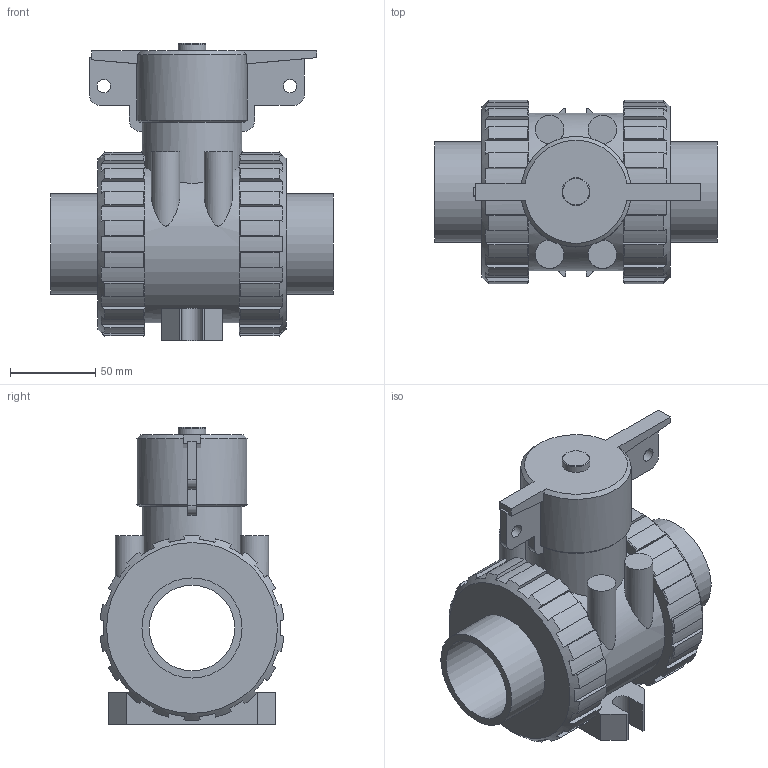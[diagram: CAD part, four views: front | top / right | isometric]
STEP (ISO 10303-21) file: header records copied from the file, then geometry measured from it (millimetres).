
FILE_DESCRIPTION( ( 'STEP AP214' ), '1' );
FILE_NAME( '22363135007(architecture400).stp', '2021-11-17T12:01:30', ( 'License CC BY-ND 4.0' ), ( 'CADENAS' ), ' ', 'PARTsolutions', ' ' );
FILE_SCHEMA( ( 'AUTOMOTIVE_DESIGN { 1 0 10303 214 1 1 1 1 }' ) );
Length unit declared in the file: millimetre
Products named in the file (1): _22363135007(architecture400)
Bounding box: 165 x 107.59 x 173.83 mm (x, y, z)
Volume: 963432.7 mm3; surface area: 122644.1 mm2
Topology: 1 solids, 1 shells, 258 faces, 746 edges, 498 vertices
Faces by surface type: plane 125, cylinder 92, cone 41
Full cylindrical faces by diameter (mm): 7.813 x2, 16.25 x1, 16.667 x4, 50 x1, 58.6 x3
Entity records: 10996 total; most frequent: CARTESIAN_POINT 2015, DIRECTION 1454, ORIENTED_EDGE 1450, EDGE_CURVE 725, VERTEX_POINT 491, AXIS2_PLACEMENT_3D 490, LINE 474, VECTOR 474
